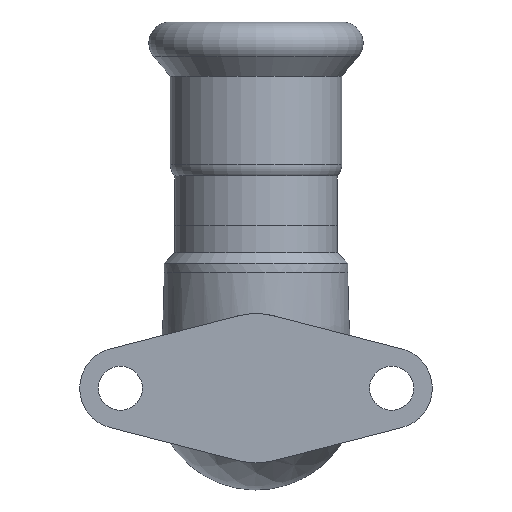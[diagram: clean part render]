
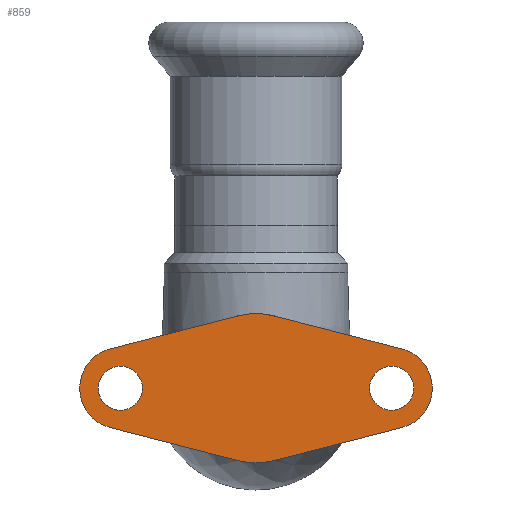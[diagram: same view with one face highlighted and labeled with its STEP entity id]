
A CAD part, left-side view. The second image highlights one B-rep face of the part: STEP entity #859.
In plain terms, the highlighted planar face has unit normal (-1, 0, 0).
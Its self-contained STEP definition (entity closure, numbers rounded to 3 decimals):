
#44=LINE($,#1965,#76);
#47=LINE($,#1971,#79);
#50=LINE($,#1980,#82);
#51=LINE($,#1982,#83);
#76=VECTOR($,#1135,19.365);
#79=VECTOR($,#1140,19.365);
#82=VECTOR($,#1151,19.365);
#83=VECTOR($,#1154,19.365);
#114=PLANE($,#952);
#163=FACE_BOUND($,#275,.T.);
#164=FACE_BOUND($,#276,.T.);
#165=FACE_BOUND($,#277,.T.);
#275=EDGE_LOOP($,(#695));
#276=EDGE_LOOP($,(#696));
#277=EDGE_LOOP($,(#697,#698,#699,#700,#701,#702,#703,#704));
#324=CIRCLE($,#898,11.);
#331=CIRCLE($,#910,11.);
#350=CIRCLE($,#939,3.25);
#352=CIRCLE($,#942,3.25);
#353=CIRCLE($,#944,6.);
#355=CIRCLE($,#949,6.);
#387=VERTEX_POINT($,#1309);
#388=VERTEX_POINT($,#1311);
#400=VERTEX_POINT($,#1384);
#401=VERTEX_POINT($,#1386);
#425=VERTEX_POINT($,#1951);
#427=VERTEX_POINT($,#1956);
#428=VERTEX_POINT($,#1959);
#429=VERTEX_POINT($,#1961);
#431=VERTEX_POINT($,#1969);
#433=VERTEX_POINT($,#1975);
#470=EDGE_CURVE($,#387,#388,#324,.T.);
#488=EDGE_CURVE($,#400,#401,#331,.T.);
#518=EDGE_CURVE($,#425,#425,#350,.T.);
#520=EDGE_CURVE($,#427,#427,#352,.T.);
#522=EDGE_CURVE($,#428,#429,#353,.T.);
#524=EDGE_CURVE($,#401,#428,#44,.T.);
#527=EDGE_CURVE($,#431,#400,#47,.T.);
#530=EDGE_CURVE($,#433,#431,#355,.T.);
#532=EDGE_CURVE($,#388,#433,#50,.T.);
#533=EDGE_CURVE($,#429,#387,#51,.T.);
#695=ORIENTED_EDGE($,*,*,#518,.T.);
#696=ORIENTED_EDGE($,*,*,#520,.T.);
#697=ORIENTED_EDGE($,*,*,#533,.F.);
#698=ORIENTED_EDGE($,*,*,#522,.F.);
#699=ORIENTED_EDGE($,*,*,#524,.F.);
#700=ORIENTED_EDGE($,*,*,#488,.F.);
#701=ORIENTED_EDGE($,*,*,#527,.F.);
#702=ORIENTED_EDGE($,*,*,#530,.F.);
#703=ORIENTED_EDGE($,*,*,#532,.F.);
#704=ORIENTED_EDGE($,*,*,#470,.F.);
#859=ADVANCED_FACE($,(#163,#164,#165),#114,.F.);
#898=AXIS2_PLACEMENT_3D($,#1312,#1027,#1028);
#910=AXIS2_PLACEMENT_3D($,#1387,#1057,#1058);
#939=AXIS2_PLACEMENT_3D($,#1952,#1119,#1120);
#942=AXIS2_PLACEMENT_3D($,#1957,#1125,#1126);
#944=AXIS2_PLACEMENT_3D($,#1962,#1130,#1131);
#949=AXIS2_PLACEMENT_3D($,#1977,#1146,#1147);
#952=AXIS2_PLACEMENT_3D($,#1983,#1155,#1156);
#1027=DIRECTION('center_axis',(1.,0.,0.));
#1028=DIRECTION('ref_axis',(0.,-0.25,-0.968));
#1057=DIRECTION('center_axis',(1.,0.,0.));
#1058=DIRECTION('ref_axis',(0.,0.25,0.968));
#1119=DIRECTION('center_axis',(1.,0.,0.));
#1120=DIRECTION('ref_axis',(0.,-1.,0.));
#1125=DIRECTION('center_axis',(1.,0.,0.));
#1126=DIRECTION('ref_axis',(0.,-1.,0.));
#1130=DIRECTION('center_axis',(1.,0.,0.));
#1131=DIRECTION('ref_axis',(0.,-0.25,0.968));
#1135=DIRECTION($,(0.,-0.968,-0.25));
#1140=DIRECTION($,(0.,-0.968,0.25));
#1146=DIRECTION('center_axis',(1.,0.,0.));
#1147=DIRECTION('ref_axis',(0.,0.25,-0.968));
#1151=DIRECTION($,(0.,0.968,0.25));
#1154=DIRECTION($,(0.,0.968,-0.25));
#1155=DIRECTION('center_axis',(1.,0.,0.));
#1156=DIRECTION('ref_axis',(0.,0.,-1.));
#1309=CARTESIAN_POINT('',(-31.,-2.75,-34.651));
#1311=CARTESIAN_POINT('',(-31.,2.75,-34.651));
#1312=CARTESIAN_POINT('Origin',(-31.,0.,-24.));
#1384=CARTESIAN_POINT('',(-31.,2.75,-13.349));
#1386=CARTESIAN_POINT('',(-31.,-2.75,-13.349));
#1387=CARTESIAN_POINT('Origin',(-31.,0.,-24.));
#1951=CARTESIAN_POINT('',(-31.,-16.75,-24.));
#1952=CARTESIAN_POINT('Origin',(-31.,-20.,-24.));
#1956=CARTESIAN_POINT('',(-31.,23.25,-24.));
#1957=CARTESIAN_POINT('Origin',(-31.,20.,-24.));
#1959=CARTESIAN_POINT('',(-31.,-21.5,-18.191));
#1961=CARTESIAN_POINT('',(-31.,-21.5,-29.809));
#1962=CARTESIAN_POINT('Origin',(-31.,-20.,-24.));
#1965=CARTESIAN_POINT($,(-31.,-2.75,-13.349));
#1969=CARTESIAN_POINT('',(-31.,21.5,-18.191));
#1971=CARTESIAN_POINT($,(-31.,21.5,-18.191));
#1975=CARTESIAN_POINT('',(-31.,21.5,-29.809));
#1977=CARTESIAN_POINT('Origin',(-31.,20.,-24.));
#1980=CARTESIAN_POINT($,(-31.,2.75,-34.651));
#1982=CARTESIAN_POINT($,(-31.,-21.5,-29.809));
#1983=CARTESIAN_POINT('Origin',(-31.,0.,-24.));
